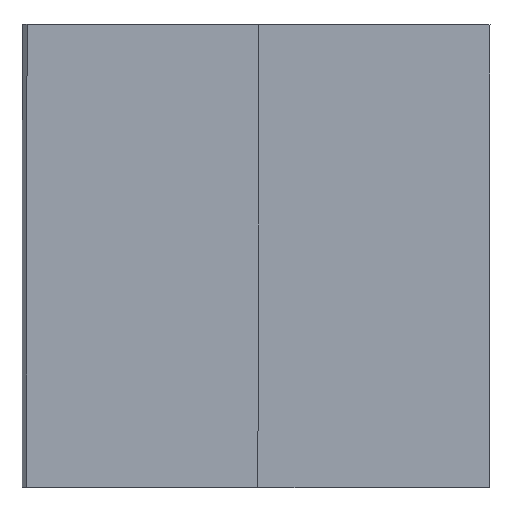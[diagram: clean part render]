
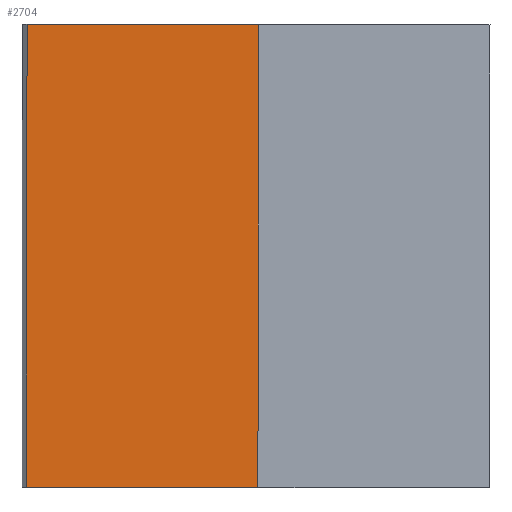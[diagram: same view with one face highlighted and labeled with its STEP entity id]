
A CAD part, left-side view. The second image highlights one B-rep face of the part: STEP entity #2704.
In plain terms, the highlighted planar face has unit normal (-1, -0.003, 0).
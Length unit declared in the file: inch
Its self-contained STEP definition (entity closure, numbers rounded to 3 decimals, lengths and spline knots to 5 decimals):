
#926 = VERTEX_POINT ( 'NONE', #11152 ) ;
#1875 = EDGE_CURVE ( 'NONE', #8401, #926, #9972, .T. ) ;
#2204 = AXIS2_PLACEMENT_3D ( 'NONE', #11228, #4967, #13762 ) ;
#2490 = VECTOR ( 'NONE', #6206, 39.37008 ) ;
#2512 = ORIENTED_EDGE ( 'NONE', *, *, #1875, .F. ) ;
#2620 = CARTESIAN_POINT ( 'NONE',  ( -59.05512, 19.68504, 19.68504 ) ) ;
#2704 = ADVANCED_FACE ( 'NONE', ( #6425 ), #6172, .T. ) ;
#3684 = ORIENTED_EDGE ( 'NONE', *, *, #16225, .T. ) ;
#4417 = VECTOR ( 'NONE', #9372, 39.37008 ) ;
#4967 = DIRECTION ( 'NONE',  ( -1., 0., 0. ) ) ;
#5478 = EDGE_CURVE ( 'NONE', #926, #12753, #6223, .T. ) ;
#6172 = PLANE ( 'NONE',  #2204 ) ;
#6206 = DIRECTION ( 'NONE',  ( 0., -1., 0. ) ) ;
#6223 = LINE ( 'NONE', #7784, #7786 ) ;
#6425 = FACE_OUTER_BOUND ( 'NONE', #11755, .T. ) ;
#6897 = CARTESIAN_POINT ( 'NONE',  ( -59.05512, 19.68504, 19.68504 ) ) ;
#7059 = DIRECTION ( 'NONE',  ( 0., 0., -1. ) ) ;
#7784 = CARTESIAN_POINT ( 'NONE',  ( -59.05512, 0., 19.68504 ) ) ;
#7786 = VECTOR ( 'NONE', #8454, 39.37008 ) ;
#8401 = VERTEX_POINT ( 'NONE', #12489 ) ;
#8454 = DIRECTION ( 'NONE',  ( 0., 0., -1. ) ) ;
#9341 = LINE ( 'NONE', #15704, #4417 ) ;
#9372 = DIRECTION ( 'NONE',  ( 0., -1., 0. ) ) ;
#9972 = LINE ( 'NONE', #2620, #2490 ) ;
#10918 = CARTESIAN_POINT ( 'NONE',  ( -59.05512, 0., -19.68504 ) ) ;
#11152 = CARTESIAN_POINT ( 'NONE',  ( -59.05512, 0., 19.68504 ) ) ;
#11228 = CARTESIAN_POINT ( 'NONE',  ( -59.05512, 19.68504, 19.68504 ) ) ;
#11755 = EDGE_LOOP ( 'NONE', ( #11964, #2512, #13559, #3684 ) ) ;
#11958 = CARTESIAN_POINT ( 'NONE',  ( -59.05512, 19.68504, -19.68504 ) ) ;
#11964 = ORIENTED_EDGE ( 'NONE', *, *, #5478, .F. ) ;
#12489 = CARTESIAN_POINT ( 'NONE',  ( -59.05512, 19.68504, 19.68504 ) ) ;
#12692 = LINE ( 'NONE', #6897, #13671 ) ;
#12753 = VERTEX_POINT ( 'NONE', #10918 ) ;
#13559 = ORIENTED_EDGE ( 'NONE', *, *, #16021, .T. ) ;
#13671 = VECTOR ( 'NONE', #7059, 39.37008 ) ;
#13762 = DIRECTION ( 'NONE',  ( 0., 0., 1. ) ) ;
#15704 = CARTESIAN_POINT ( 'NONE',  ( -59.05512, 19.68504, -19.68504 ) ) ;
#16021 = EDGE_CURVE ( 'NONE', #8401, #16298, #12692, .T. ) ;
#16225 = EDGE_CURVE ( 'NONE', #16298, #12753, #9341, .T. ) ;
#16298 = VERTEX_POINT ( 'NONE', #11958 ) ;
